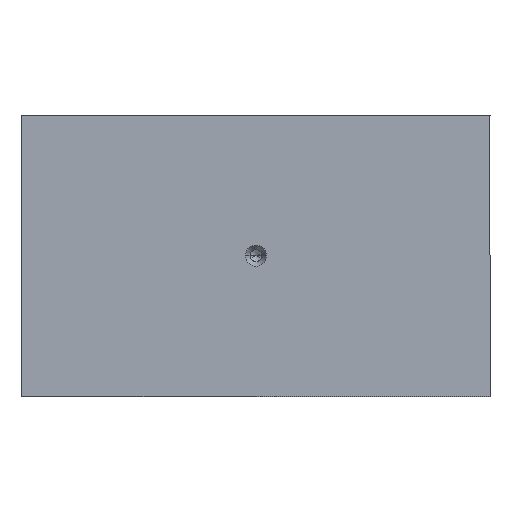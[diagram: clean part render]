
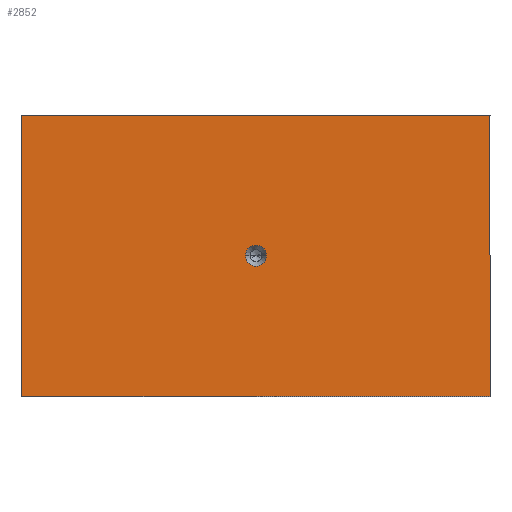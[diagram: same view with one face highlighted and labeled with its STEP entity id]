
A CAD part, top view. The second image highlights one B-rep face of the part: STEP entity #2852.
In plain terms, the highlighted planar face has unit normal (0, 0, 1).
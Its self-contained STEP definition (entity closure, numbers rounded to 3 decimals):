
#15 = DIRECTION ( 'NONE',  ( 0., 0., -1. ) ) ;
#124 = DIRECTION ( 'NONE',  ( 0., 0., -1. ) ) ;
#125 = EDGE_CURVE ( 'NONE', #1065, #458, #2673, .T. ) ;
#354 = CARTESIAN_POINT ( 'NONE',  ( -50., -30., 123. ) ) ;
#426 = EDGE_LOOP ( 'NONE', ( #2141, #1165, #2653, #1639 ) ) ;
#458 = VERTEX_POINT ( 'NONE', #2371 ) ;
#737 = DIRECTION ( 'NONE',  ( 0., 0., 1. ) ) ;
#738 = DIRECTION ( 'NONE',  ( 0., -1., 0. ) ) ;
#888 = CARTESIAN_POINT ( 'NONE',  ( 50., 30., 123. ) ) ;
#948 = LINE ( 'NONE', #2195, #1126 ) ;
#1002 = ORIENTED_EDGE ( 'NONE', *, *, #125, .T. ) ;
#1065 = VERTEX_POINT ( 'NONE', #2342 ) ;
#1126 = VECTOR ( 'NONE', #738, 1000. ) ;
#1165 = ORIENTED_EDGE ( 'NONE', *, *, #1778, .T. ) ;
#1174 = DIRECTION ( 'NONE',  ( 1., 0., 0. ) ) ;
#1177 = EDGE_CURVE ( 'NONE', #1339, #2211, #2298, .T. ) ;
#1233 = FACE_BOUND ( 'NONE', #1500, .T. ) ;
#1307 = VERTEX_POINT ( 'NONE', #2158 ) ;
#1314 = DIRECTION ( 'NONE',  ( -1., 0., 0. ) ) ;
#1339 = VERTEX_POINT ( 'NONE', #2212 ) ;
#1366 = CIRCLE ( 'NONE', #1929, 2.25 ) ;
#1368 = VECTOR ( 'NONE', #1314, 1000. ) ;
#1433 = DIRECTION ( 'NONE',  ( -1., 0., 0. ) ) ;
#1454 = CARTESIAN_POINT ( 'NONE',  ( -50., -30., 123. ) ) ;
#1479 = EDGE_CURVE ( 'NONE', #458, #1065, #1366, .T. ) ;
#1500 = EDGE_LOOP ( 'NONE', ( #1823, #1002 ) ) ;
#1581 = DIRECTION ( 'NONE',  ( 1., 0., 0. ) ) ;
#1616 = DIRECTION ( 'NONE',  ( 0., 1., 0. ) ) ;
#1639 = ORIENTED_EDGE ( 'NONE', *, *, #1177, .T. ) ;
#1663 = CARTESIAN_POINT ( 'NONE',  ( -50., -30., 123. ) ) ;
#1733 = VECTOR ( 'NONE', #1581, 1000. ) ;
#1769 = LINE ( 'NONE', #354, #1733 ) ;
#1778 = EDGE_CURVE ( 'NONE', #2452, #1307, #1769, .T. ) ;
#1823 = ORIENTED_EDGE ( 'NONE', *, *, #1479, .T. ) ;
#1911 = LINE ( 'NONE', #888, #2689 ) ;
#1920 = PLANE ( 'NONE',  #2061 ) ;
#1929 = AXIS2_PLACEMENT_3D ( 'NONE', #2766, #124, #2007 ) ;
#1940 = FACE_OUTER_BOUND ( 'NONE', #426, .T. ) ;
#2007 = DIRECTION ( 'NONE',  ( -1., 0., 0. ) ) ;
#2061 = AXIS2_PLACEMENT_3D ( 'NONE', #1663, #737, #1174 ) ;
#2094 = AXIS2_PLACEMENT_3D ( 'NONE', #2847, #15, #1433 ) ;
#2141 = ORIENTED_EDGE ( 'NONE', *, *, #2230, .T. ) ;
#2158 = CARTESIAN_POINT ( 'NONE',  ( 50., -30., 123. ) ) ;
#2182 = CARTESIAN_POINT ( 'NONE',  ( -50., 30., 123. ) ) ;
#2195 = CARTESIAN_POINT ( 'NONE',  ( -50., 30., 123. ) ) ;
#2211 = VERTEX_POINT ( 'NONE', #2182 ) ;
#2212 = CARTESIAN_POINT ( 'NONE',  ( 50., 30., 123. ) ) ;
#2230 = EDGE_CURVE ( 'NONE', #2211, #2452, #948, .T. ) ;
#2298 = LINE ( 'NONE', #2476, #1368 ) ;
#2342 = CARTESIAN_POINT ( 'NONE',  ( 2.25, 0., 123. ) ) ;
#2371 = CARTESIAN_POINT ( 'NONE',  ( -2.25, 0., 123. ) ) ;
#2380 = EDGE_CURVE ( 'NONE', #1307, #1339, #1911, .T. ) ;
#2452 = VERTEX_POINT ( 'NONE', #1454 ) ;
#2476 = CARTESIAN_POINT ( 'NONE',  ( -50., 30., 123. ) ) ;
#2653 = ORIENTED_EDGE ( 'NONE', *, *, #2380, .T. ) ;
#2673 = CIRCLE ( 'NONE', #2094, 2.25 ) ;
#2689 = VECTOR ( 'NONE', #1616, 1000. ) ;
#2766 = CARTESIAN_POINT ( 'NONE',  ( 0., 0., 123. ) ) ;
#2847 = CARTESIAN_POINT ( 'NONE',  ( 0., 0., 123. ) ) ;
#2852 = ADVANCED_FACE ( 'NONE', ( #1233, #1940 ), #1920, .T. ) ;
